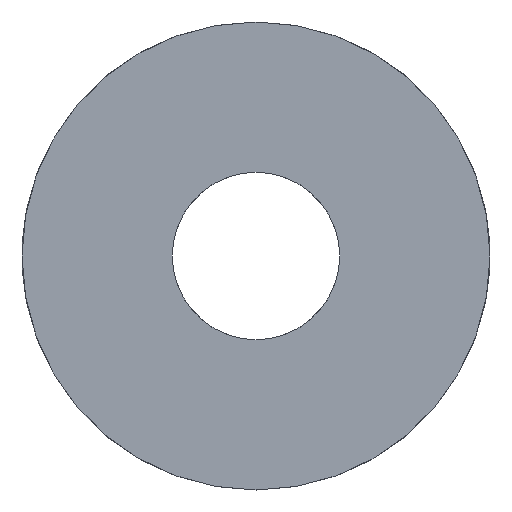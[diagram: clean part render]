
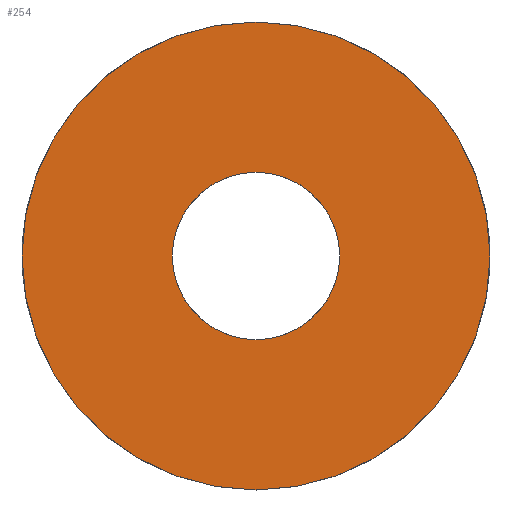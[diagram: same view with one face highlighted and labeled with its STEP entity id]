
A CAD part, front view. The second image highlights one B-rep face of the part: STEP entity #254.
In plain terms, the highlighted planar face has unit normal (0, -1, 0).
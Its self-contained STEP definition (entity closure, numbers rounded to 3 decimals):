
#9 = AXIS2_PLACEMENT_3D ( 'NONE', #573, #83, #351 ) ;
#31 = AXIS2_PLACEMENT_3D ( 'NONE', #487, #480, #393 ) ;
#75 = CARTESIAN_POINT ( 'NONE',  ( 0., -4.464, 0. ) ) ;
#83 = DIRECTION ( 'NONE',  ( 0., 1., 0. ) ) ;
#120 = PLANE ( 'NONE',  #309 ) ;
#126 = VERTEX_POINT ( 'NONE', #432 ) ;
#127 = CARTESIAN_POINT ( 'NONE',  ( 0., -4.464, -1.7 ) ) ;
#130 = CIRCLE ( 'NONE', #382, 1.7 ) ;
#143 = EDGE_CURVE ( 'NONE', #126, #243, #385, .T. ) ;
#152 = EDGE_CURVE ( 'NONE', #243, #126, #329, .T. ) ;
#153 = ORIENTED_EDGE ( 'NONE', *, *, #143, .F. ) ;
#165 = DIRECTION ( 'NONE',  ( 0., 1., 0. ) ) ;
#168 = CARTESIAN_POINT ( 'NONE',  ( 0., -4.464, 4.75 ) ) ;
#193 = VERTEX_POINT ( 'NONE', #127 ) ;
#202 = EDGE_LOOP ( 'NONE', ( #317, #153 ) ) ;
#216 = DIRECTION ( 'NONE',  ( 0., 1., 0. ) ) ;
#243 = VERTEX_POINT ( 'NONE', #168 ) ;
#254 = ADVANCED_FACE ( 'NONE', ( #387, #275 ), #120, .F. ) ;
#275 = FACE_BOUND ( 'NONE', #521, .T. ) ;
#280 = ORIENTED_EDGE ( 'NONE', *, *, #522, .T. ) ;
#302 = CARTESIAN_POINT ( 'NONE',  ( 0., -4.464, 1.7 ) ) ;
#307 = VERTEX_POINT ( 'NONE', #302 ) ;
#309 = AXIS2_PLACEMENT_3D ( 'NONE', #483, #216, #531 ) ;
#310 = DIRECTION ( 'NONE',  ( 0., 0., 1. ) ) ;
#317 = ORIENTED_EDGE ( 'NONE', *, *, #152, .F. ) ;
#329 = CIRCLE ( 'NONE', #9, 4.75 ) ;
#335 = AXIS2_PLACEMENT_3D ( 'NONE', #75, #165, #429 ) ;
#351 = DIRECTION ( 'NONE',  ( 0., 0., 1. ) ) ;
#380 = ORIENTED_EDGE ( 'NONE', *, *, #527, .T. ) ;
#382 = AXIS2_PLACEMENT_3D ( 'NONE', #392, #448, #310 ) ;
#385 = CIRCLE ( 'NONE', #335, 4.75 ) ;
#387 = FACE_OUTER_BOUND ( 'NONE', #202, .T. ) ;
#392 = CARTESIAN_POINT ( 'NONE',  ( 0., -4.464, 0. ) ) ;
#393 = DIRECTION ( 'NONE',  ( 0., 0., 1. ) ) ;
#429 = DIRECTION ( 'NONE',  ( 0., 0., 1. ) ) ;
#432 = CARTESIAN_POINT ( 'NONE',  ( 0., -4.464, -4.75 ) ) ;
#448 = DIRECTION ( 'NONE',  ( 0., 1., 0. ) ) ;
#480 = DIRECTION ( 'NONE',  ( 0., 1., 0. ) ) ;
#483 = CARTESIAN_POINT ( 'NONE',  ( 1.7, -4.464, 0. ) ) ;
#487 = CARTESIAN_POINT ( 'NONE',  ( 0., -4.464, 0. ) ) ;
#512 = CIRCLE ( 'NONE', #31, 1.7 ) ;
#521 = EDGE_LOOP ( 'NONE', ( #380, #280 ) ) ;
#522 = EDGE_CURVE ( 'NONE', #193, #307, #512, .T. ) ;
#527 = EDGE_CURVE ( 'NONE', #307, #193, #130, .T. ) ;
#531 = DIRECTION ( 'NONE',  ( 0., 0., 1. ) ) ;
#573 = CARTESIAN_POINT ( 'NONE',  ( 0., -4.464, 0. ) ) ;
